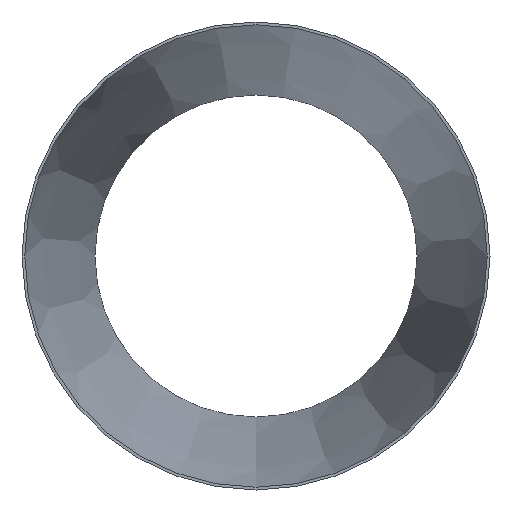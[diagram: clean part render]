
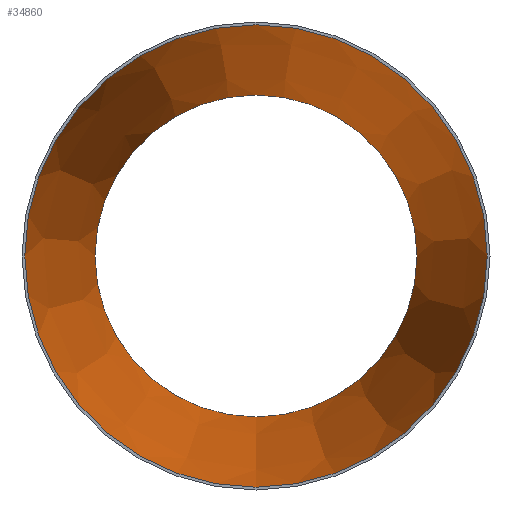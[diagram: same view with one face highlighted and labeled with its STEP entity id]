
A CAD part, front view. The second image highlights one B-rep face of the part: STEP entity #34860.
In plain terms, the highlighted conical face has half-angle 8.531 degrees and reference radius 250.966 mm.
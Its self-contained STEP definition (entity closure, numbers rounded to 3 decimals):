
#1233 = CIRCLE ( 'NONE', #30811, 250.966 ) ;
#3914 = DIRECTION ( 'NONE',  ( 0., -1., 0. ) ) ;
#4938 = CARTESIAN_POINT ( 'NONE',  ( 0., 0., 0. ) ) ;
#4948 = DIRECTION ( 'NONE',  ( 0., -1., 0. ) ) ;
#5711 = CIRCLE ( 'NONE', #27866, 174.766 ) ;
#6315 = EDGE_CURVE ( 'NONE', #17705, #17705, #5711, .T. ) ;
#13165 = CARTESIAN_POINT ( 'NONE',  ( 0., 508., 0. ) ) ;
#15733 = DIRECTION ( 'NONE',  ( 0., 0., -1. ) ) ;
#17705 = VERTEX_POINT ( 'NONE', #27441 ) ;
#19374 = AXIS2_PLACEMENT_3D ( 'NONE', #4938, #3914, #15733 ) ;
#24331 = ORIENTED_EDGE ( 'NONE', *, *, #6315, .F. ) ;
#26888 = CARTESIAN_POINT ( 'NONE',  ( 0., 0., 0. ) ) ;
#27441 = CARTESIAN_POINT ( 'NONE',  ( 0., 508., -174.766 ) ) ;
#27866 = AXIS2_PLACEMENT_3D ( 'NONE', #13165, #4948, #28848 ) ;
#27954 = VERTEX_POINT ( 'NONE', #43611 ) ;
#28324 = FACE_BOUND ( 'NONE', #30100, .T. ) ;
#28671 = ORIENTED_EDGE ( 'NONE', *, *, #31725, .T. ) ;
#28848 = DIRECTION ( 'NONE',  ( 0., 0., -1. ) ) ;
#30100 = EDGE_LOOP ( 'NONE', ( #24331 ) ) ;
#30811 = AXIS2_PLACEMENT_3D ( 'NONE', #26888, #44079, #47928 ) ;
#31672 = FACE_OUTER_BOUND ( 'NONE', #48672, .T. ) ;
#31725 = EDGE_CURVE ( 'NONE', #27954, #27954, #1233, .T. ) ;
#34860 = ADVANCED_FACE ( 'NONE', ( #28324, #31672 ), #38232, .F. ) ;
#38232 = CONICAL_SURFACE ( 'NONE', #19374, 250.966, 0.149 ) ;
#43611 = CARTESIAN_POINT ( 'NONE',  ( 0., 0., -250.966 ) ) ;
#44079 = DIRECTION ( 'NONE',  ( 0., -1., 0. ) ) ;
#47928 = DIRECTION ( 'NONE',  ( 0., 0., -1. ) ) ;
#48672 = EDGE_LOOP ( 'NONE', ( #28671 ) ) ;
